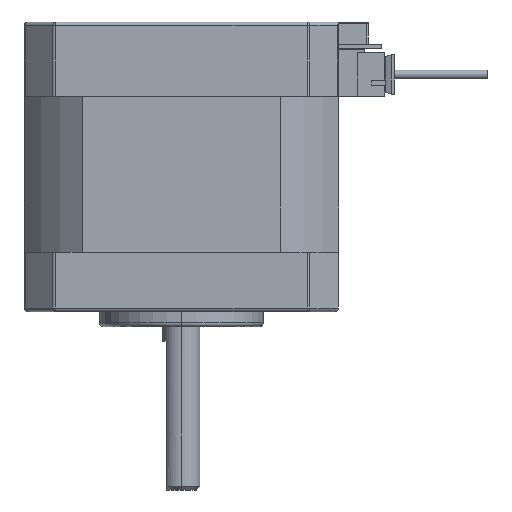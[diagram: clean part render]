
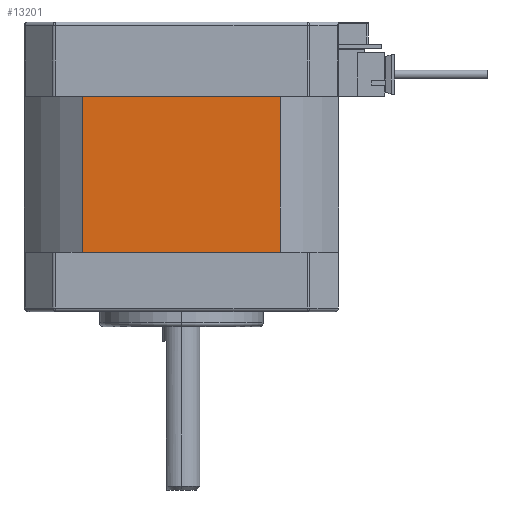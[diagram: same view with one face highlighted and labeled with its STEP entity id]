
A CAD part, left-side view. The second image highlights one B-rep face of the part: STEP entity #13201.
In plain terms, the highlighted planar face has unit normal (-1, 0, 0).
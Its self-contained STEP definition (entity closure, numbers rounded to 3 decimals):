
#347 = LINE ( 'NONE', #11638, #4400 ) ;
#492 = DIRECTION ( 'NONE',  ( 0., -1., 0. ) ) ;
#582 = LINE ( 'NONE', #1300, #12313 ) ;
#726 = DIRECTION ( 'NONE',  ( 0., 1., 0. ) ) ;
#979 = VECTOR ( 'NONE', #7417, 1000. ) ;
#1053 = FACE_OUTER_BOUND ( 'NONE', #4472, .T. ) ;
#1300 = CARTESIAN_POINT ( 'NONE',  ( -21.16, 0., 29. ) ) ;
#1323 = CARTESIAN_POINT ( 'NONE',  ( -21.16, 13.314, 8. ) ) ;
#1351 = LINE ( 'NONE', #13286, #979 ) ;
#2261 = VERTEX_POINT ( 'NONE', #8544 ) ;
#2266 = VERTEX_POINT ( 'NONE', #7139 ) ;
#2551 = DIRECTION ( 'NONE',  ( 0., 0., 1. ) ) ;
#2973 = ORIENTED_EDGE ( 'NONE', *, *, #11498, .F. ) ;
#3291 = VERTEX_POINT ( 'NONE', #1323 ) ;
#4254 = CARTESIAN_POINT ( 'NONE',  ( -21.16, -13.314, 29. ) ) ;
#4306 = VECTOR ( 'NONE', #2551, 1000. ) ;
#4400 = VECTOR ( 'NONE', #726, 1000. ) ;
#4472 = EDGE_LOOP ( 'NONE', ( #2973, #6608, #12504, #8455 ) ) ;
#6375 = CARTESIAN_POINT ( 'NONE',  ( -21.16, 0., -51.85 ) ) ;
#6608 = ORIENTED_EDGE ( 'NONE', *, *, #14217, .T. ) ;
#7139 = CARTESIAN_POINT ( 'NONE',  ( -21.16, 13.314, 29. ) ) ;
#7295 = PLANE ( 'NONE',  #9070 ) ;
#7417 = DIRECTION ( 'NONE',  ( 0., 0., 1. ) ) ;
#8405 = EDGE_CURVE ( 'NONE', #2266, #12461, #582, .T. ) ;
#8419 = DIRECTION ( 'NONE',  ( 0., -1., 0. ) ) ;
#8455 = ORIENTED_EDGE ( 'NONE', *, *, #14179, .F. ) ;
#8544 = CARTESIAN_POINT ( 'NONE',  ( -21.16, -13.314, 8. ) ) ;
#9070 = AXIS2_PLACEMENT_3D ( 'NONE', #6375, #13673, #492 ) ;
#9665 = CARTESIAN_POINT ( 'NONE',  ( -21.16, -13.314, -51.85 ) ) ;
#11498 = EDGE_CURVE ( 'NONE', #2261, #3291, #347, .T. ) ;
#11638 = CARTESIAN_POINT ( 'NONE',  ( -21.16, 0., 8. ) ) ;
#11775 = LINE ( 'NONE', #9665, #4306 ) ;
#12313 = VECTOR ( 'NONE', #8419, 1000. ) ;
#12461 = VERTEX_POINT ( 'NONE', #4254 ) ;
#12504 = ORIENTED_EDGE ( 'NONE', *, *, #8405, .F. ) ;
#13201 = ADVANCED_FACE ( 'NONE', ( #1053 ), #7295, .T. ) ;
#13286 = CARTESIAN_POINT ( 'NONE',  ( -21.16, 13.314, -51.85 ) ) ;
#13673 = DIRECTION ( 'NONE',  ( -1., 0., 0. ) ) ;
#14179 = EDGE_CURVE ( 'NONE', #3291, #2266, #1351, .T. ) ;
#14217 = EDGE_CURVE ( 'NONE', #2261, #12461, #11775, .T. ) ;
